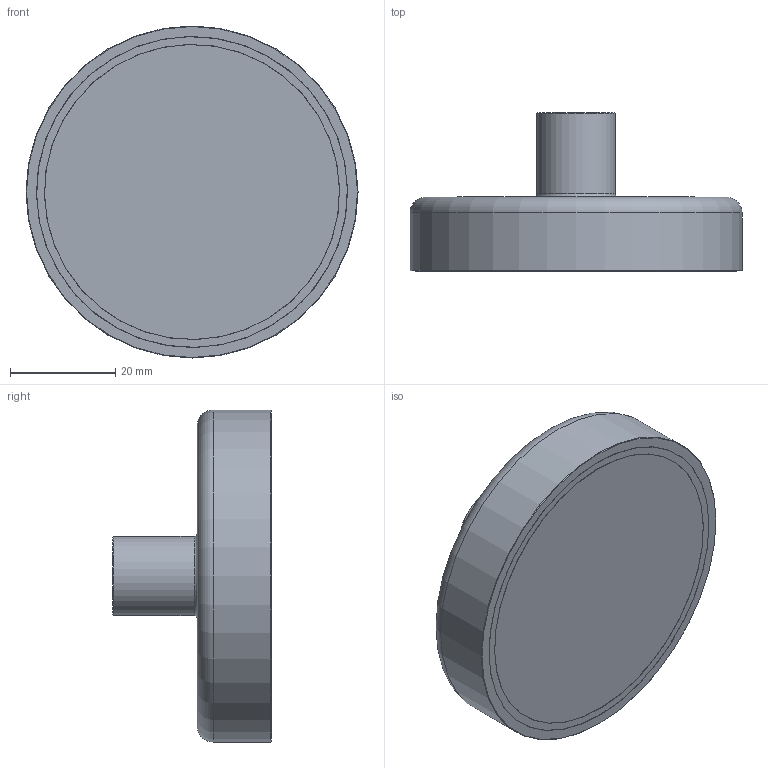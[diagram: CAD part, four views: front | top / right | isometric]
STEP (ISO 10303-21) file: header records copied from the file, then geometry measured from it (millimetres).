
FILE_DESCRIPTION(/* description */ (''),/* implementation_level */ '2;1');
FILE_NAME(/* name */ 'GM16509 -.stp',/* time_stamp */ '2019-09-25T10:40:34+02:00',/* author */ ('PV'),/* organization */ (''),/* preprocessor_version */ 'ST-DEVELOPER v17.2',/* originating_system */ 'Autodesk Inventor 2019',/* authorisation */ '');
FILE_SCHEMA (('AUTOMOTIVE_DESIGN { 1 0 10303 214 3 1 1 }'));
Length unit declared in the file: millimetre
Products named in the file (4): GM16509; E0122964; E0122966; E0122965
Assembly tree (3 placements, depth 2):
  GM16509
    E0122964
    E0122966
    E0122965
Bounding box: 63 x 30 x 63 mm (x, y, z)
Volume: 45359 mm3; surface area: 21769.7 mm2
Topology: 3 solids, 3 shells, 22 faces, 47 edges, 34 vertices
Faces by surface type: plane 9, cylinder 7, torus 4, cone 2
Full cylindrical faces by diameter (mm): 6.75 x1, 15 x1, 56 x2, 59 x2, 63 x1
Entity records: 801 total; most frequent: DIRECTION 143, CARTESIAN_POINT 110, ORIENTED_EDGE 94, AXIS2_PLACEMENT_3D 67, EDGE_CURVE 47, CIRCLE 38, VERTEX_POINT 34, EDGE_LOOP 27
